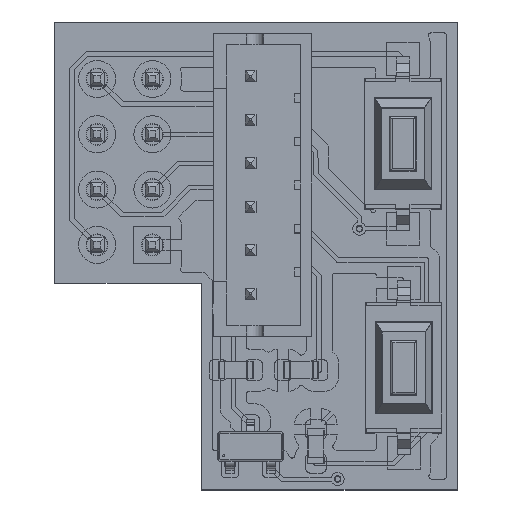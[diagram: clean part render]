
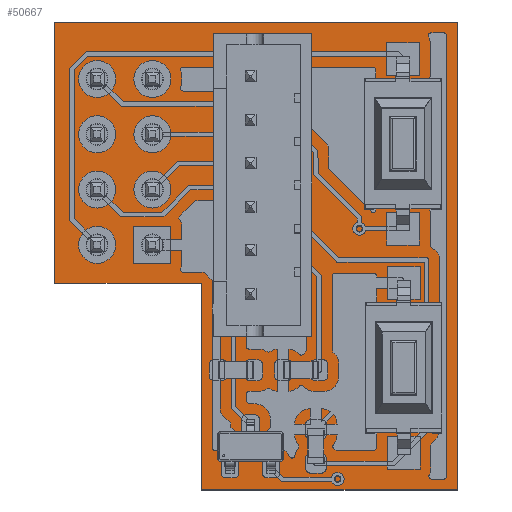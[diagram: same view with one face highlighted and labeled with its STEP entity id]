
A CAD part, top view. The second image highlights one B-rep face of the part: STEP entity #50667.
In plain terms, the highlighted planar face has unit normal (0, 0, 1).
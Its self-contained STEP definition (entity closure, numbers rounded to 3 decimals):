
#50377 = VERTEX_POINT('',#50378);
#50378 = CARTESIAN_POINT('',(130.5,-50.5,1.51));
#50384 = EDGE_CURVE('',#50377,#50385,#50387,.T.);
#50385 = VERTEX_POINT('',#50386);
#50386 = CARTESIAN_POINT('',(118.75,-50.5,1.51));
#50387 = LINE('',#50388,#50389);
#50388 = CARTESIAN_POINT('',(130.5,-50.5,1.51));
#50389 = VECTOR('',#50390,1.);
#50390 = DIRECTION('',(-1.,0.,0.));
#50417 = VERTEX_POINT('',#50418);
#50418 = CARTESIAN_POINT('',(130.5,-29.,1.51));
#50424 = EDGE_CURVE('',#50417,#50377,#50425,.T.);
#50425 = LINE('',#50426,#50427);
#50426 = CARTESIAN_POINT('',(130.5,-29.,1.51));
#50427 = VECTOR('',#50428,1.);
#50428 = DIRECTION('',(0.,-1.,0.));
#50446 = EDGE_CURVE('',#50385,#50447,#50449,.T.);
#50447 = VERTEX_POINT('',#50448);
#50448 = CARTESIAN_POINT('',(118.75,-41.,1.51));
#50449 = LINE('',#50450,#50451);
#50450 = CARTESIAN_POINT('',(118.75,-50.5,1.51));
#50451 = VECTOR('',#50452,1.);
#50452 = DIRECTION('',(0.,1.,0.));
#50667 = ADVANCED_FACE('',(#50668,#50703,#50714,#50725,#50736,#50747,
    #50758,#50769,#50780,#50791,#50802,#50813,#50824,#50835,#50846),
  #50857,.T.);
#50668 = FACE_BOUND('',#50669,.T.);
#50669 = EDGE_LOOP('',(#50670,#50671,#50672,#50680,#50688,#50696,#50702)
  );
#50670 = ORIENTED_EDGE('',*,*,#50384,.F.);
#50671 = ORIENTED_EDGE('',*,*,#50424,.F.);
#50672 = ORIENTED_EDGE('',*,*,#50673,.F.);
#50673 = EDGE_CURVE('',#50674,#50417,#50676,.T.);
#50674 = VERTEX_POINT('',#50675);
#50675 = CARTESIAN_POINT('',(112.,-29.,1.51));
#50676 = LINE('',#50677,#50678);
#50677 = CARTESIAN_POINT('',(112.,-29.,1.51));
#50678 = VECTOR('',#50679,1.);
#50679 = DIRECTION('',(1.,0.,0.));
#50680 = ORIENTED_EDGE('',*,*,#50681,.F.);
#50681 = EDGE_CURVE('',#50682,#50674,#50684,.T.);
#50682 = VERTEX_POINT('',#50683);
#50683 = CARTESIAN_POINT('',(112.,-29.5,1.51));
#50684 = LINE('',#50685,#50686);
#50685 = CARTESIAN_POINT('',(112.,-29.5,1.51));
#50686 = VECTOR('',#50687,1.);
#50687 = DIRECTION('',(0.,1.,0.));
#50688 = ORIENTED_EDGE('',*,*,#50689,.F.);
#50689 = EDGE_CURVE('',#50690,#50682,#50692,.T.);
#50690 = VERTEX_POINT('',#50691);
#50691 = CARTESIAN_POINT('',(112.,-41.,1.51));
#50692 = LINE('',#50693,#50694);
#50693 = CARTESIAN_POINT('',(112.,-41.,1.51));
#50694 = VECTOR('',#50695,1.);
#50695 = DIRECTION('',(0.,1.,0.));
#50696 = ORIENTED_EDGE('',*,*,#50697,.F.);
#50697 = EDGE_CURVE('',#50447,#50690,#50698,.T.);
#50698 = LINE('',#50699,#50700);
#50699 = CARTESIAN_POINT('',(118.75,-41.,1.51));
#50700 = VECTOR('',#50701,1.);
#50701 = DIRECTION('',(-1.,0.,0.));
#50702 = ORIENTED_EDGE('',*,*,#50446,.F.);
#50703 = FACE_BOUND('',#50704,.T.);
#50704 = EDGE_LOOP('',(#50705));
#50705 = ORIENTED_EDGE('',*,*,#50706,.T.);
#50706 = EDGE_CURVE('',#50707,#50707,#50709,.T.);
#50707 = VERTEX_POINT('',#50708);
#50708 = CARTESIAN_POINT('',(113.95,-39.74,1.51));
#50709 = CIRCLE('',#50710,0.5);
#50710 = AXIS2_PLACEMENT_3D('',#50711,#50712,#50713);
#50711 = CARTESIAN_POINT('',(113.95,-39.24,1.51));
#50712 = DIRECTION('',(-0.,0.,-1.));
#50713 = DIRECTION('',(-0.,-1.,0.));
#50714 = FACE_BOUND('',#50715,.T.);
#50715 = EDGE_LOOP('',(#50716));
#50716 = ORIENTED_EDGE('',*,*,#50717,.T.);
#50717 = EDGE_CURVE('',#50718,#50718,#50720,.T.);
#50718 = VERTEX_POINT('',#50719);
#50719 = CARTESIAN_POINT('',(116.49,-39.74,1.51));
#50720 = CIRCLE('',#50721,0.5);
#50721 = AXIS2_PLACEMENT_3D('',#50722,#50723,#50724);
#50722 = CARTESIAN_POINT('',(116.49,-39.24,1.51));
#50723 = DIRECTION('',(-0.,0.,-1.));
#50724 = DIRECTION('',(-0.,-1.,0.));
#50725 = FACE_BOUND('',#50726,.T.);
#50726 = EDGE_LOOP('',(#50727));
#50727 = ORIENTED_EDGE('',*,*,#50728,.T.);
#50728 = EDGE_CURVE('',#50729,#50729,#50731,.T.);
#50729 = VERTEX_POINT('',#50730);
#50730 = CARTESIAN_POINT('',(113.95,-37.2,1.51));
#50731 = CIRCLE('',#50732,0.5);
#50732 = AXIS2_PLACEMENT_3D('',#50733,#50734,#50735);
#50733 = CARTESIAN_POINT('',(113.95,-36.7,1.51));
#50734 = DIRECTION('',(-0.,0.,-1.));
#50735 = DIRECTION('',(-0.,-1.,0.));
#50736 = FACE_BOUND('',#50737,.T.);
#50737 = EDGE_LOOP('',(#50738));
#50738 = ORIENTED_EDGE('',*,*,#50739,.T.);
#50739 = EDGE_CURVE('',#50740,#50740,#50742,.T.);
#50740 = VERTEX_POINT('',#50741);
#50741 = CARTESIAN_POINT('',(116.49,-37.2,1.51));
#50742 = CIRCLE('',#50743,0.5);
#50743 = AXIS2_PLACEMENT_3D('',#50744,#50745,#50746);
#50744 = CARTESIAN_POINT('',(116.49,-36.7,1.51));
#50745 = DIRECTION('',(-0.,0.,-1.));
#50746 = DIRECTION('',(-0.,-1.,0.));
#50747 = FACE_BOUND('',#50748,.T.);
#50748 = EDGE_LOOP('',(#50749));
#50749 = ORIENTED_EDGE('',*,*,#50750,.T.);
#50750 = EDGE_CURVE('',#50751,#50751,#50753,.T.);
#50751 = VERTEX_POINT('',#50752);
#50752 = CARTESIAN_POINT('',(121.,-41.875,1.51));
#50753 = CIRCLE('',#50754,0.375);
#50754 = AXIS2_PLACEMENT_3D('',#50755,#50756,#50757);
#50755 = CARTESIAN_POINT('',(121.,-41.5,1.51));
#50756 = DIRECTION('',(-0.,0.,-1.));
#50757 = DIRECTION('',(-0.,-1.,0.));
#50758 = FACE_BOUND('',#50759,.T.);
#50759 = EDGE_LOOP('',(#50760));
#50760 = ORIENTED_EDGE('',*,*,#50761,.T.);
#50761 = EDGE_CURVE('',#50762,#50762,#50764,.T.);
#50762 = VERTEX_POINT('',#50763);
#50763 = CARTESIAN_POINT('',(121.,-39.875,1.51));
#50764 = CIRCLE('',#50765,0.375);
#50765 = AXIS2_PLACEMENT_3D('',#50766,#50767,#50768);
#50766 = CARTESIAN_POINT('',(121.,-39.5,1.51));
#50767 = DIRECTION('',(-0.,0.,-1.));
#50768 = DIRECTION('',(-0.,-1.,0.));
#50769 = FACE_BOUND('',#50770,.T.);
#50770 = EDGE_LOOP('',(#50771));
#50771 = ORIENTED_EDGE('',*,*,#50772,.T.);
#50772 = EDGE_CURVE('',#50773,#50773,#50775,.T.);
#50773 = VERTEX_POINT('',#50774);
#50774 = CARTESIAN_POINT('',(121.,-37.875,1.51));
#50775 = CIRCLE('',#50776,0.375);
#50776 = AXIS2_PLACEMENT_3D('',#50777,#50778,#50779);
#50777 = CARTESIAN_POINT('',(121.,-37.5,1.51));
#50778 = DIRECTION('',(-0.,0.,-1.));
#50779 = DIRECTION('',(-0.,-1.,0.));
#50780 = FACE_BOUND('',#50781,.T.);
#50781 = EDGE_LOOP('',(#50782));
#50782 = ORIENTED_EDGE('',*,*,#50783,.T.);
#50783 = EDGE_CURVE('',#50784,#50784,#50786,.T.);
#50784 = VERTEX_POINT('',#50785);
#50785 = CARTESIAN_POINT('',(113.95,-34.66,1.51));
#50786 = CIRCLE('',#50787,0.5);
#50787 = AXIS2_PLACEMENT_3D('',#50788,#50789,#50790);
#50788 = CARTESIAN_POINT('',(113.95,-34.16,1.51));
#50789 = DIRECTION('',(-0.,0.,-1.));
#50790 = DIRECTION('',(-0.,-1.,0.));
#50791 = FACE_BOUND('',#50792,.T.);
#50792 = EDGE_LOOP('',(#50793));
#50793 = ORIENTED_EDGE('',*,*,#50794,.T.);
#50794 = EDGE_CURVE('',#50795,#50795,#50797,.T.);
#50795 = VERTEX_POINT('',#50796);
#50796 = CARTESIAN_POINT('',(116.49,-34.66,1.51));
#50797 = CIRCLE('',#50798,0.5);
#50798 = AXIS2_PLACEMENT_3D('',#50799,#50800,#50801);
#50799 = CARTESIAN_POINT('',(116.49,-34.16,1.51));
#50800 = DIRECTION('',(-0.,0.,-1.));
#50801 = DIRECTION('',(-0.,-1.,0.));
#50802 = FACE_BOUND('',#50803,.T.);
#50803 = EDGE_LOOP('',(#50804));
#50804 = ORIENTED_EDGE('',*,*,#50805,.T.);
#50805 = EDGE_CURVE('',#50806,#50806,#50808,.T.);
#50806 = VERTEX_POINT('',#50807);
#50807 = CARTESIAN_POINT('',(113.95,-32.12,1.51));
#50808 = CIRCLE('',#50809,0.5);
#50809 = AXIS2_PLACEMENT_3D('',#50810,#50811,#50812);
#50810 = CARTESIAN_POINT('',(113.95,-31.62,1.51));
#50811 = DIRECTION('',(-0.,0.,-1.));
#50812 = DIRECTION('',(-0.,-1.,0.));
#50813 = FACE_BOUND('',#50814,.T.);
#50814 = EDGE_LOOP('',(#50815));
#50815 = ORIENTED_EDGE('',*,*,#50816,.T.);
#50816 = EDGE_CURVE('',#50817,#50817,#50819,.T.);
#50817 = VERTEX_POINT('',#50818);
#50818 = CARTESIAN_POINT('',(116.49,-32.12,1.51));
#50819 = CIRCLE('',#50820,0.5);
#50820 = AXIS2_PLACEMENT_3D('',#50821,#50822,#50823);
#50821 = CARTESIAN_POINT('',(116.49,-31.62,1.51));
#50822 = DIRECTION('',(-0.,0.,-1.));
#50823 = DIRECTION('',(-0.,-1.,0.));
#50824 = FACE_BOUND('',#50825,.T.);
#50825 = EDGE_LOOP('',(#50826));
#50826 = ORIENTED_EDGE('',*,*,#50827,.T.);
#50827 = EDGE_CURVE('',#50828,#50828,#50830,.T.);
#50828 = VERTEX_POINT('',#50829);
#50829 = CARTESIAN_POINT('',(121.,-35.875,1.51));
#50830 = CIRCLE('',#50831,0.375);
#50831 = AXIS2_PLACEMENT_3D('',#50832,#50833,#50834);
#50832 = CARTESIAN_POINT('',(121.,-35.5,1.51));
#50833 = DIRECTION('',(-0.,0.,-1.));
#50834 = DIRECTION('',(-0.,-1.,0.));
#50835 = FACE_BOUND('',#50836,.T.);
#50836 = EDGE_LOOP('',(#50837));
#50837 = ORIENTED_EDGE('',*,*,#50838,.T.);
#50838 = EDGE_CURVE('',#50839,#50839,#50841,.T.);
#50839 = VERTEX_POINT('',#50840);
#50840 = CARTESIAN_POINT('',(121.,-33.875,1.51));
#50841 = CIRCLE('',#50842,0.375);
#50842 = AXIS2_PLACEMENT_3D('',#50843,#50844,#50845);
#50843 = CARTESIAN_POINT('',(121.,-33.5,1.51));
#50844 = DIRECTION('',(-0.,0.,-1.));
#50845 = DIRECTION('',(-0.,-1.,0.));
#50846 = FACE_BOUND('',#50847,.T.);
#50847 = EDGE_LOOP('',(#50848));
#50848 = ORIENTED_EDGE('',*,*,#50849,.T.);
#50849 = EDGE_CURVE('',#50850,#50850,#50852,.T.);
#50850 = VERTEX_POINT('',#50851);
#50851 = CARTESIAN_POINT('',(121.,-31.875,1.51));
#50852 = CIRCLE('',#50853,0.375);
#50853 = AXIS2_PLACEMENT_3D('',#50854,#50855,#50856);
#50854 = CARTESIAN_POINT('',(121.,-31.5,1.51));
#50855 = DIRECTION('',(-0.,0.,-1.));
#50856 = DIRECTION('',(-0.,-1.,0.));
#50857 = PLANE('',#50858);
#50858 = AXIS2_PLACEMENT_3D('',#50859,#50860,#50861);
#50859 = CARTESIAN_POINT('',(0.,0.,1.51));
#50860 = DIRECTION('',(0.,0.,1.));
#50861 = DIRECTION('',(1.,0.,-0.));
